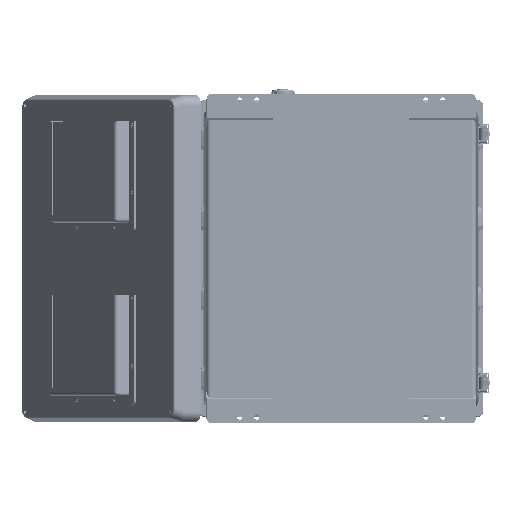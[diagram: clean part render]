
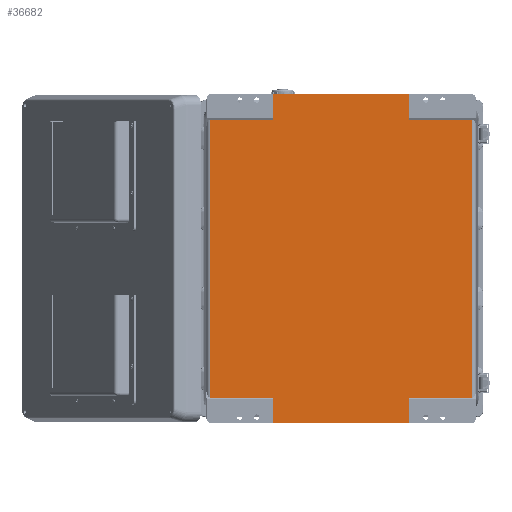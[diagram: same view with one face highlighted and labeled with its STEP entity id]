
A CAD part, front view. The second image highlights one B-rep face of the part: STEP entity #36682.
In plain terms, the highlighted planar face has unit normal (0, -1, 0).
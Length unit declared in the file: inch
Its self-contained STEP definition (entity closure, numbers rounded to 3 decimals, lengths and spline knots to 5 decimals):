
#1120 = CARTESIAN_POINT ( 'NONE',  ( -7.73754, 0.05906, -17.96858 ) ) ;
#1196 = DIRECTION ( 'NONE',  ( 0., 0., -1. ) ) ;
#5901 = VECTOR ( 'NONE', #126747, 39.37008 ) ;
#6246 = DIRECTION ( 'NONE',  ( 0., 0., 1. ) ) ;
#10876 = VECTOR ( 'NONE', #128970, 39.37008 ) ;
#12611 = VECTOR ( 'NONE', #188065, 39.37008 ) ;
#15263 = CARTESIAN_POINT ( 'NONE',  ( -8.11811, 0.05906, -17.96858 ) ) ;
#16944 = DIRECTION ( 'NONE',  ( 0., 1., 0. ) ) ;
#19725 = CARTESIAN_POINT ( 'NONE',  ( -4.03163, 0.05906, -20.34606 ) ) ;
#20686 = LINE ( 'NONE', #61610, #232023 ) ;
#25406 = LINE ( 'NONE', #15263, #88894 ) ;
#31321 = VERTEX_POINT ( 'NONE', #129925 ) ;
#32793 = CARTESIAN_POINT ( 'NONE',  ( -7.73754, 0.05906, -1.51961 ) ) ;
#35282 = CARTESIAN_POINT ( 'NONE',  ( 8.11811, 0.05906, 0. ) ) ;
#36682 = ADVANCED_FACE ( 'NONE', ( #45928 ), #55026, .F. ) ;
#37984 = EDGE_CURVE ( 'NONE', #31321, #64617, #20686, .T. ) ;
#38370 = VECTOR ( 'NONE', #6246, 39.37008 ) ;
#38574 = VERTEX_POINT ( 'NONE', #46927 ) ;
#39357 = DIRECTION ( 'NONE',  ( 0., 0., 1. ) ) ;
#45181 = ORIENTED_EDGE ( 'NONE', *, *, #228409, .T. ) ;
#45928 = FACE_OUTER_BOUND ( 'NONE', #153885, .T. ) ;
#46927 = CARTESIAN_POINT ( 'NONE',  ( -4.03163, 0.05906, -1.51961 ) ) ;
#49432 = CARTESIAN_POINT ( 'NONE',  ( -4.03163, 0.05906, 0. ) ) ;
#52197 = CARTESIAN_POINT ( 'NONE',  ( 4.03163, 0.05906, -1.51961 ) ) ;
#53321 = VERTEX_POINT ( 'NONE', #69996 ) ;
#54389 = VERTEX_POINT ( 'NONE', #52197 ) ;
#54486 = ORIENTED_EDGE ( 'NONE', *, *, #193693, .F. ) ;
#55026 = PLANE ( 'NONE',  #240331 ) ;
#55789 = ORIENTED_EDGE ( 'NONE', *, *, #204603, .F. ) ;
#57207 = ORIENTED_EDGE ( 'NONE', *, *, #109729, .T. ) ;
#59095 = CARTESIAN_POINT ( 'NONE',  ( 7.73754, 0.05906, -1.51961 ) ) ;
#59930 = DIRECTION ( 'NONE',  ( 0., 0., 1. ) ) ;
#61610 = CARTESIAN_POINT ( 'NONE',  ( 4.03163, 0.05906, -20.34606 ) ) ;
#62166 = LINE ( 'NONE', #225063, #10876 ) ;
#62795 = ORIENTED_EDGE ( 'NONE', *, *, #240072, .T. ) ;
#64617 = VERTEX_POINT ( 'NONE', #134831 ) ;
#67271 = VECTOR ( 'NONE', #1196, 39.37008 ) ;
#69996 = CARTESIAN_POINT ( 'NONE',  ( 4.03163, 0.05906, 0. ) ) ;
#72877 = VERTEX_POINT ( 'NONE', #1120 ) ;
#72973 = VECTOR ( 'NONE', #119237, 39.37008 ) ;
#74432 = DIRECTION ( 'NONE',  ( 0., 0., 1. ) ) ;
#80828 = EDGE_CURVE ( 'NONE', #72877, #159051, #175856, .T. ) ;
#83843 = ORIENTED_EDGE ( 'NONE', *, *, #148241, .F. ) ;
#88573 = VECTOR ( 'NONE', #125255, 39.37008 ) ;
#88894 = VECTOR ( 'NONE', #112404, 39.37008 ) ;
#89760 = LINE ( 'NONE', #163350, #38370 ) ;
#95160 = CARTESIAN_POINT ( 'NONE',  ( -4.03163, 0.05906, 0.85787 ) ) ;
#99856 = VECTOR ( 'NONE', #59930, 39.37008 ) ;
#101940 = VECTOR ( 'NONE', #39357, 39.37008 ) ;
#109651 = VERTEX_POINT ( 'NONE', #167316 ) ;
#109729 = EDGE_CURVE ( 'NONE', #72877, #135835, #25406, .T. ) ;
#112404 = DIRECTION ( 'NONE',  ( 1., 0., 0. ) ) ;
#114852 = VERTEX_POINT ( 'NONE', #250035 ) ;
#118338 = LINE ( 'NONE', #35282, #175761 ) ;
#119237 = DIRECTION ( 'NONE',  ( -1., 0., 0. ) ) ;
#124341 = LINE ( 'NONE', #140286, #72973 ) ;
#125255 = DIRECTION ( 'NONE',  ( 1., 0., 0. ) ) ;
#125643 = EDGE_CURVE ( 'NONE', #135835, #129646, #188086, .T. ) ;
#126747 = DIRECTION ( 'NONE',  ( -1., 0., 0. ) ) ;
#128970 = DIRECTION ( 'NONE',  ( -1., 0., 0. ) ) ;
#129646 = VERTEX_POINT ( 'NONE', #216559 ) ;
#129925 = CARTESIAN_POINT ( 'NONE',  ( 4.03163, 0.05906, -17.96858 ) ) ;
#132435 = ORIENTED_EDGE ( 'NONE', *, *, #181454, .T. ) ;
#134831 = CARTESIAN_POINT ( 'NONE',  ( 4.03163, 0.05906, -19.48819 ) ) ;
#135835 = VERTEX_POINT ( 'NONE', #203901 ) ;
#140011 = ORIENTED_EDGE ( 'NONE', *, *, #248305, .T. ) ;
#140286 = CARTESIAN_POINT ( 'NONE',  ( 8.11811, 0.05906, -19.48819 ) ) ;
#146174 = CARTESIAN_POINT ( 'NONE',  ( 8.11811, 0.05906, -17.96858 ) ) ;
#148241 = EDGE_CURVE ( 'NONE', #64617, #129646, #124341, .T. ) ;
#153275 = LINE ( 'NONE', #95160, #101940 ) ;
#153627 = ORIENTED_EDGE ( 'NONE', *, *, #125643, .T. ) ;
#153885 = EDGE_LOOP ( 'NONE', ( #159073, #57207, #153627, #83843, #168830, #55789, #140011, #45181, #132435, #62795, #186614, #54486 ) ) ;
#159051 = VERTEX_POINT ( 'NONE', #32793 ) ;
#159073 = ORIENTED_EDGE ( 'NONE', *, *, #80828, .F. ) ;
#160863 = EDGE_CURVE ( 'NONE', #38574, #217805, #153275, .T. ) ;
#163350 = CARTESIAN_POINT ( 'NONE',  ( 4.03163, 0.05906, 0.85787 ) ) ;
#167316 = CARTESIAN_POINT ( 'NONE',  ( 7.73754, 0.05906, -1.51961 ) ) ;
#168830 = ORIENTED_EDGE ( 'NONE', *, *, #37984, .F. ) ;
#175761 = VECTOR ( 'NONE', #225151, 39.37008 ) ;
#175856 = LINE ( 'NONE', #184795, #12611 ) ;
#181454 = EDGE_CURVE ( 'NONE', #54389, #53321, #89760, .T. ) ;
#184795 = CARTESIAN_POINT ( 'NONE',  ( -7.73754, 0.05906, -1.51961 ) ) ;
#186614 = ORIENTED_EDGE ( 'NONE', *, *, #160863, .F. ) ;
#188065 = DIRECTION ( 'NONE',  ( 0., 0., 1. ) ) ;
#188086 = LINE ( 'NONE', #19725, #67271 ) ;
#188333 = LINE ( 'NONE', #202102, #88573 ) ;
#190088 = CARTESIAN_POINT ( 'NONE',  ( 8.11811, 0.05906, -1.51961 ) ) ;
#193693 = EDGE_CURVE ( 'NONE', #159051, #38574, #188333, .T. ) ;
#195919 = DIRECTION ( 'NONE',  ( 0., 0., -1. ) ) ;
#202102 = CARTESIAN_POINT ( 'NONE',  ( -8.11811, 0.05906, -1.51961 ) ) ;
#203901 = CARTESIAN_POINT ( 'NONE',  ( -4.03163, 0.05906, -17.96858 ) ) ;
#204603 = EDGE_CURVE ( 'NONE', #114852, #31321, #244260, .T. ) ;
#214518 = LINE ( 'NONE', #59095, #99856 ) ;
#216559 = CARTESIAN_POINT ( 'NONE',  ( -4.03163, 0.05906, -19.48819 ) ) ;
#217805 = VERTEX_POINT ( 'NONE', #49432 ) ;
#225063 = CARTESIAN_POINT ( 'NONE',  ( 8.11811, 0.05906, -1.51961 ) ) ;
#225151 = DIRECTION ( 'NONE',  ( -1., 0., 0. ) ) ;
#228409 = EDGE_CURVE ( 'NONE', #109651, #54389, #62166, .T. ) ;
#232023 = VECTOR ( 'NONE', #195919, 39.37008 ) ;
#240072 = EDGE_CURVE ( 'NONE', #53321, #217805, #118338, .T. ) ;
#240331 = AXIS2_PLACEMENT_3D ( 'NONE', #190088, #16944, #74432 ) ;
#244260 = LINE ( 'NONE', #146174, #5901 ) ;
#248305 = EDGE_CURVE ( 'NONE', #114852, #109651, #214518, .T. ) ;
#250035 = CARTESIAN_POINT ( 'NONE',  ( 7.73754, 0.05906, -17.96858 ) ) ;
